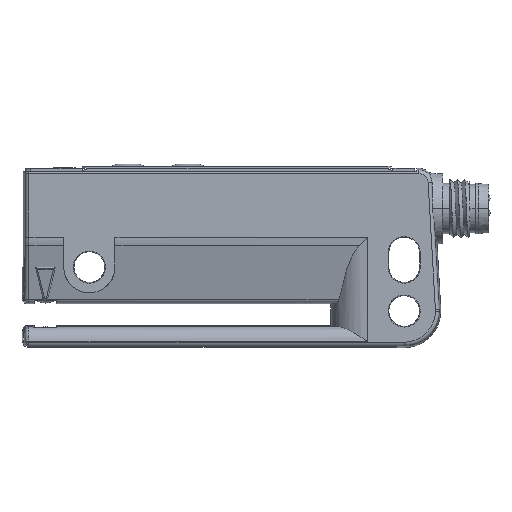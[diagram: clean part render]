
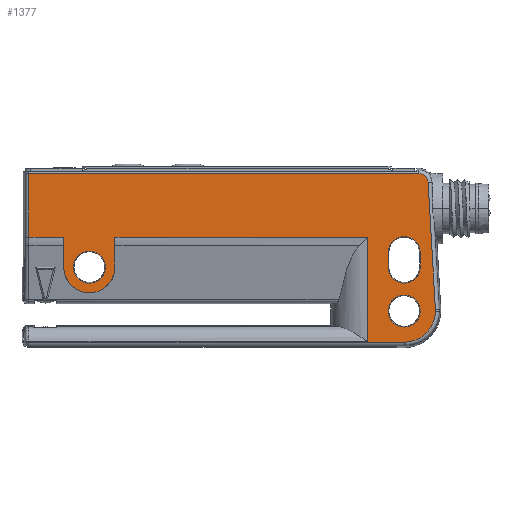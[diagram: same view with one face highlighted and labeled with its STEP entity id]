
A CAD part, top view. The second image highlights one B-rep face of the part: STEP entity #1377.
In plain terms, the highlighted planar face has unit normal (0, 0, 1).
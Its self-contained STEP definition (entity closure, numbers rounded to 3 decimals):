
#1377=ADVANCED_FACE('NONE',(#2591,#2592,#2593,#2594),#2595,.T.);
#2591=FACE_OUTER_BOUND('',#4883,.T.);
#2592=FACE_BOUND('',#4884,.T.);
#2593=FACE_BOUND('',#4885,.T.);
#2594=FACE_BOUND('',#4886,.T.);
#2595=PLANE('',#4887);
#4883=EDGE_LOOP('',(#7624,#7625,#7626,#7627,#7628,#7629,#7630,#7631,#7632,#7633,#7634,#7635,#7636,#7637,#7638));
#4884=EDGE_LOOP('',(#7639,#7640));
#4885=EDGE_LOOP('',(#7641,#7642));
#4886=EDGE_LOOP('',(#7643,#7644,#7645,#7646));
#4887=AXIS2_PLACEMENT_3D('',#7647,#7648,#7649);
#7624=ORIENTED_EDGE('',*,*,#12336,.T.);
#7625=ORIENTED_EDGE('',*,*,#12430,.T.);
#7626=ORIENTED_EDGE('',*,*,#12431,.T.);
#7627=ORIENTED_EDGE('',*,*,#12219,.T.);
#7628=ORIENTED_EDGE('',*,*,#12432,.T.);
#7629=ORIENTED_EDGE('',*,*,#12433,.T.);
#7630=ORIENTED_EDGE('',*,*,#12434,.T.);
#7631=ORIENTED_EDGE('',*,*,#12435,.T.);
#7632=ORIENTED_EDGE('',*,*,#12436,.T.);
#7633=ORIENTED_EDGE('',*,*,#12437,.T.);
#7634=ORIENTED_EDGE('',*,*,#12438,.T.);
#7635=ORIENTED_EDGE('',*,*,#12439,.F.);
#7636=ORIENTED_EDGE('',*,*,#12427,.F.);
#7637=ORIENTED_EDGE('',*,*,#12440,.T.);
#7638=ORIENTED_EDGE('',*,*,#12441,.T.);
#7639=ORIENTED_EDGE('',*,*,#12442,.F.);
#7640=ORIENTED_EDGE('',*,*,#12223,.F.);
#7641=ORIENTED_EDGE('',*,*,#12443,.F.);
#7642=ORIENTED_EDGE('',*,*,#12227,.F.);
#7643=ORIENTED_EDGE('',*,*,#12444,.F.);
#7644=ORIENTED_EDGE('',*,*,#12445,.F.);
#7645=ORIENTED_EDGE('',*,*,#12446,.F.);
#7646=ORIENTED_EDGE('',*,*,#12447,.F.);
#7647=CARTESIAN_POINT('',(0.0,0.0,5.));
#7648=DIRECTION('',(0.0,0.0,1.0));
#7649=DIRECTION('',(1.0,0.0,0.0));
#12219=EDGE_CURVE('NONE',#14636,#14634,#14637,.T.);
#12223=EDGE_CURVE('NONE',#14640,#14642,#14643,.T.);
#12227=EDGE_CURVE('NONE',#14646,#14648,#14649,.T.);
#12336=EDGE_CURVE('NONE',#14838,#14836,#14839,.T.);
#12427=EDGE_CURVE('NONE',#14981,#14982,#14983,.T.);
#12430=EDGE_CURVE('NONE',#14836,#14986,#14987,.T.);
#12431=EDGE_CURVE('NONE',#14986,#14636,#14988,.T.);
#12432=EDGE_CURVE('NONE',#14634,#14989,#14990,.T.);
#12433=EDGE_CURVE('NONE',#14989,#14991,#14992,.T.);
#12434=EDGE_CURVE('NONE',#14991,#14993,#14994,.T.);
#12435=EDGE_CURVE('NONE',#14993,#14961,#14995,.T.);
#12436=EDGE_CURVE('NONE',#14961,#14996,#14997,.T.);
#12437=EDGE_CURVE('NONE',#14996,#14998,#14999,.T.);
#12438=EDGE_CURVE('NONE',#14998,#15000,#15001,.T.);
#12439=EDGE_CURVE('NONE',#14982,#15000,#15002,.T.);
#12440=EDGE_CURVE('NONE',#14981,#15003,#15004,.T.);
#12441=EDGE_CURVE('NONE',#15003,#14838,#15005,.T.);
#12442=EDGE_CURVE('NONE',#14642,#14640,#15006,.T.);
#12443=EDGE_CURVE('NONE',#14648,#14646,#15007,.T.);
#12444=EDGE_CURVE('NONE',#15008,#15009,#15010,.T.);
#12445=EDGE_CURVE('NONE',#15011,#15008,#15012,.T.);
#12446=EDGE_CURVE('NONE',#15013,#15011,#15014,.T.);
#12447=EDGE_CURVE('NONE',#15009,#15013,#15015,.T.);
#14634=VERTEX_POINT('NONE',#17262);
#14636=VERTEX_POINT('NONE',#17264);
#14637=CIRCLE('',#17265,4.263);
#14640=VERTEX_POINT('NONE',#17268);
#14642=VERTEX_POINT('NONE',#17271);
#14643=CIRCLE('',#17272,2.187);
#14646=VERTEX_POINT('NONE',#17276);
#14648=VERTEX_POINT('NONE',#17279);
#14649=CIRCLE('',#17280,2.187);
#14836=VERTEX_POINT('NONE',#17689);
#14838=VERTEX_POINT('NONE',#17701);
#14839=LINE('',#17702,#17703);
#14961=VERTEX_POINT('NONE',#18032);
#14981=VERTEX_POINT('NONE',#18083);
#14982=VERTEX_POINT('NONE',#18084);
#14983=LINE('',#18085,#18086);
#14986=VERTEX_POINT('NONE',#18090);
#14987=LINE('',#18091,#18092);
#14988=LINE('',#18093,#18094);
#14989=VERTEX_POINT('NONE',#18095);
#14990=CIRCLE('',#18096,4.263);
#14991=VERTEX_POINT('NONE',#18097);
#14992=LINE('',#18098,#18099);
#14993=VERTEX_POINT('NONE',#18100);
#14994=CIRCLE('',#18101,1.263);
#14995=LINE('',#18102,#18103);
#14996=VERTEX_POINT('NONE',#18104);
#14997=LINE('',#18105,#18106);
#14998=VERTEX_POINT('NONE',#18107);
#14999=LINE('',#18108,#18109);
#15000=VERTEX_POINT('NONE',#18110);
#15001=LINE('',#18111,#18112);
#15002=CIRCLE('',#18113,3.5);
#15003=VERTEX_POINT('NONE',#18114);
#15004=LINE('',#18115,#18116);
#15005=LINE('',#18117,#18118);
#15006=CIRCLE('',#18119,2.187);
#15007=CIRCLE('',#18120,2.187);
#15008=VERTEX_POINT('NONE',#18121);
#15009=VERTEX_POINT('NONE',#18122);
#15010=LINE('',#18123,#18124);
#15011=VERTEX_POINT('NONE',#18125);
#15012=CIRCLE('',#18126,2.187);
#15013=VERTEX_POINT('NONE',#18127);
#15014=LINE('',#18128,#18129);
#15015=CIRCLE('',#18130,2.187);
#17262=CARTESIAN_POINT('',(4.263,0.0,5.));
#17264=CARTESIAN_POINT('',(0.,-4.263,5.));
#17265=AXIS2_PLACEMENT_3D('',#21181,#21182,#21183);
#17268=CARTESIAN_POINT('',(-2.187,0.,5.));
#17271=CARTESIAN_POINT('',(2.187,0.0,5.));
#17272=AXIS2_PLACEMENT_3D('',#21191,#21192,#21193);
#17276=CARTESIAN_POINT('',(-45.187,6.0,5.));
#17279=CARTESIAN_POINT('',(-40.813,6.0,5.));
#17280=AXIS2_PLACEMENT_3D('',#21199,#21200,#21201);
#17689=CARTESIAN_POINT('',(-51.263,-4.16,5.));
#17701=CARTESIAN_POINT('',(-4.993,-4.16,5.));
#17702=CARTESIAN_POINT('',(-3.95,-4.16,5.));
#17703=VECTOR('',#21348,1000.0);
#18032=CARTESIAN_POINT('',(-51.263,18.763,5.));
#18083=CARTESIAN_POINT('',(-39.5,10.08,5.));
#18084=CARTESIAN_POINT('',(-39.5,6.0,5.));
#18085=CARTESIAN_POINT('',(-39.5,9.5,5.));
#18086=VECTOR('',#21452,1000.0);
#18090=CARTESIAN_POINT('',(-51.263,-4.263,5.));
#18091=CARTESIAN_POINT('',(-51.263,-4.738,5.));
#18092=VECTOR('',#21457,1000.0);
#18093=CARTESIAN_POINT('',(0.,-4.263,5.));
#18094=VECTOR('',#21458,1000.0);
#18095=CARTESIAN_POINT('',(4.256,0.244,5.));
#18096=AXIS2_PLACEMENT_3D('',#21459,#21460,#21461);
#18097=CARTESIAN_POINT('',(3.261,17.572,5.));
#18098=CARTESIAN_POINT('',(3.261,17.572,5.));
#18099=VECTOR('',#21462,1000.0);
#18100=CARTESIAN_POINT('',(2.0,18.763,5.));
#18101=AXIS2_PLACEMENT_3D('',#21463,#21464,#21465);
#18102=CARTESIAN_POINT('',(-51.738,18.763,5.));
#18103=VECTOR('',#21466,1000.0);
#18104=CARTESIAN_POINT('',(-51.263,10.08,5.));
#18105=CARTESIAN_POINT('',(-51.263,10.08,5.));
#18106=VECTOR('',#21467,1000.0);
#18107=CARTESIAN_POINT('',(-46.5,10.08,5.));
#18108=CARTESIAN_POINT('',(0.0,10.08,5.));
#18109=VECTOR('',#21468,1000.0);
#18110=CARTESIAN_POINT('',(-46.5,6.0,5.));
#18111=CARTESIAN_POINT('',(-46.5,9.5,5.));
#18112=VECTOR('',#21469,1000.0);
#18113=AXIS2_PLACEMENT_3D('',#21470,#21471,#21472);
#18114=CARTESIAN_POINT('',(-4.993,10.08,5.));
#18115=CARTESIAN_POINT('',(0.0,10.08,5.));
#18116=VECTOR('',#21473,1000.0);
#18117=CARTESIAN_POINT('',(-4.993,-4.16,5.));
#18118=VECTOR('',#21474,1000.0);
#18119=AXIS2_PLACEMENT_3D('',#21475,#21476,#21477);
#18120=AXIS2_PLACEMENT_3D('',#21478,#21479,#21480);
#18121=CARTESIAN_POINT('',(2.187,6.0,5.));
#18122=CARTESIAN_POINT('',(2.187,8.0,5.));
#18123=CARTESIAN_POINT('',(2.187,6.0,5.));
#18124=VECTOR('',#21481,1000.0);
#18125=CARTESIAN_POINT('',(-2.187,6.0,5.));
#18126=AXIS2_PLACEMENT_3D('',#21482,#21483,#21484);
#18127=CARTESIAN_POINT('',(-2.187,8.0,5.));
#18128=CARTESIAN_POINT('',(-2.187,6.0,5.));
#18129=VECTOR('',#21485,1000.0);
#18130=AXIS2_PLACEMENT_3D('',#21486,#21487,#21488);
#21181=CARTESIAN_POINT('',(0.0,0.0,5.));
#21182=DIRECTION('',(0.0,0.0,1.0));
#21183=DIRECTION('',(1.0,0.0,0.0));
#21191=CARTESIAN_POINT('',(0.0,0.0,5.));
#21192=DIRECTION('',(0.0,0.0,1.0));
#21193=DIRECTION('',(1.0,0.0,0.0));
#21199=CARTESIAN_POINT('',(-43.0,6.0,5.));
#21200=DIRECTION('',(0.0,0.0,1.0));
#21201=DIRECTION('',(1.0,0.0,0.0));
#21348=DIRECTION('',(-1.0,0.0,0.0));
#21452=DIRECTION('',(0.0,-1.0,0.0));
#21457=DIRECTION('',(0.0,-1.0,0.0));
#21458=DIRECTION('',(1.0,0.,0.0));
#21459=CARTESIAN_POINT('',(0.0,0.0,5.));
#21460=DIRECTION('',(0.0,0.0,1.0));
#21461=DIRECTION('',(1.0,0.0,0.0));
#21462=DIRECTION('',(-0.057,0.998,0.0));
#21463=CARTESIAN_POINT('',(2.0,17.5,5.));
#21464=DIRECTION('',(0.0,0.0,1.0));
#21465=DIRECTION('',(1.0,0.0,0.0));
#21466=DIRECTION('',(-1.0,0.0,0.0));
#21467=DIRECTION('',(0.,-1.0,0.0));
#21468=DIRECTION('',(1.0,0.0,0.0));
#21469=DIRECTION('',(0.0,-1.0,0.0));
#21470=CARTESIAN_POINT('',(-43.0,6.0,5.));
#21471=DIRECTION('',(0.0,0.0,-1.0));
#21472=DIRECTION('',(-1.0,0.0,0.0));
#21473=DIRECTION('',(1.0,0.0,0.0));
#21474=DIRECTION('',(0.0,-1.0,0.0));
#21475=CARTESIAN_POINT('',(0.0,0.0,5.));
#21476=DIRECTION('',(0.0,0.0,1.0));
#21477=DIRECTION('',(1.0,0.0,0.0));
#21478=CARTESIAN_POINT('',(-43.0,6.0,5.));
#21479=DIRECTION('',(0.0,0.0,1.0));
#21480=DIRECTION('',(1.0,0.0,0.0));
#21481=DIRECTION('',(0.,1.0,0.0));
#21482=CARTESIAN_POINT('',(0.0,6.0,5.));
#21483=DIRECTION('',(0.0,0.0,1.0));
#21484=DIRECTION('',(-1.0,0.0,0.0));
#21485=DIRECTION('',(0.,-1.0,0.0));
#21486=CARTESIAN_POINT('',(0.0,8.0,5.));
#21487=DIRECTION('',(0.0,0.0,1.0));
#21488=DIRECTION('',(-1.0,0.0,0.0));
